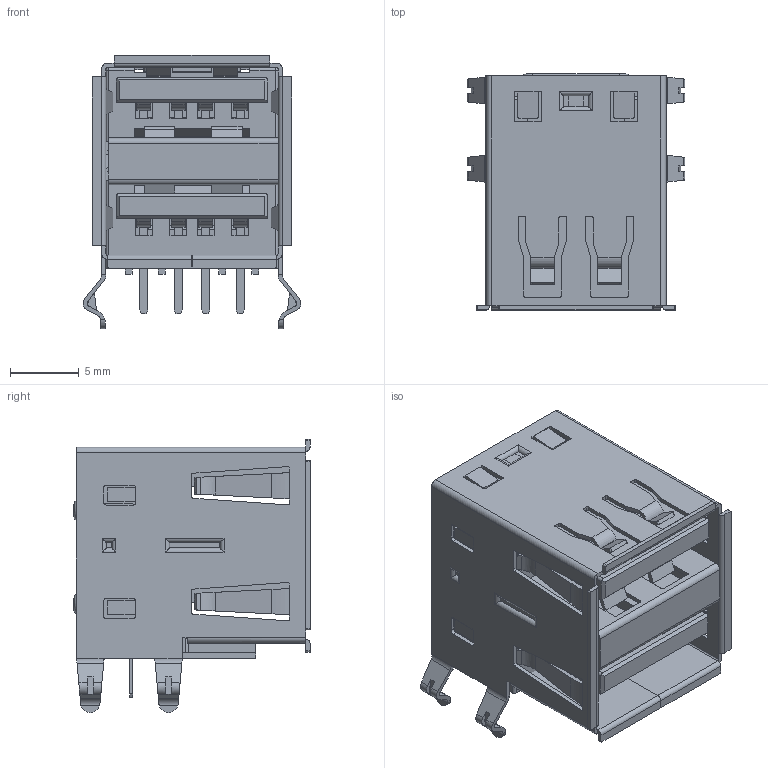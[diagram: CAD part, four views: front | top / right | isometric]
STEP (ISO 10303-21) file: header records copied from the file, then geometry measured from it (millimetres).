
FILE_DESCRIPTION(/* description */ ('Unknown'),/* implementation_level */ '2;1');
FILE_NAME(/* name */ '61400826021',/* time_stamp */ '2022-11-17T06:35:04+02:00',/* author */ ('Unknown'),/* organization */ ('Unknown'),/* preprocessor_version */ 'ST-DEVELOPER v18.102',/* originating_system */ 'Solid Edge',/* authorisation */ 'Unknown');
FILE_SCHEMA (('AUTOMOTIVE_DESIGN {1 0 10303 214 3 1 1}'));
Length unit declared in the file: millimetre
Products named in the file (7): 61400826021; 61400826021_Shielding1; 61400826021_Housing; 61400826021_Shielding2; 61400826021_Pin2; 61400826021_Pin1; 61400826021_Shielding3
Assembly tree (12 placements, depth 2):
  61400826021
    61400826021_Shielding1
    61400826021_Housing
    61400826021_Shielding2
    61400826021_Pin2  x4
    61400826021_Pin1  x4
    61400826021_Shielding3
Bounding box: 15.83 x 17.15 x 19.84 mm (x, y, z)
Volume: 1592.7 mm3; surface area: 5650.8 mm2
Topology: 12 solids, 12 shells, 1338 faces, 3838 edges, 2512 vertices
Faces by surface type: plane 926, cylinder 396, torus 12, bspline 2, sphere 2
Entity records: 36627 total; most frequent: CARTESIAN_POINT 6401, ORIENTED_EDGE 6304, DIRECTION 6048, EDGE_CURVE 3152, LINE 2434, VECTOR 2434, VERTEX_POINT 2056, AXIS2_PLACEMENT_3D 1807
